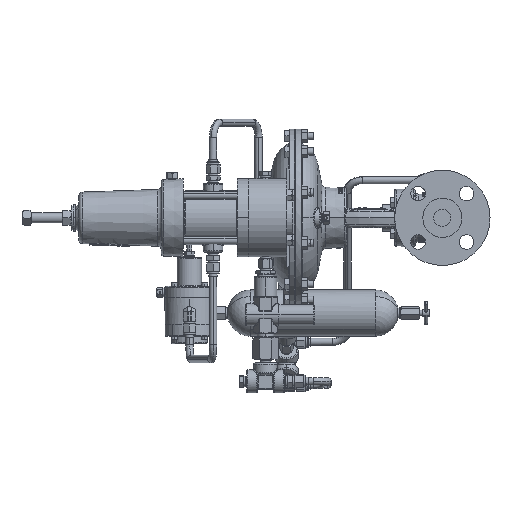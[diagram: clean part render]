
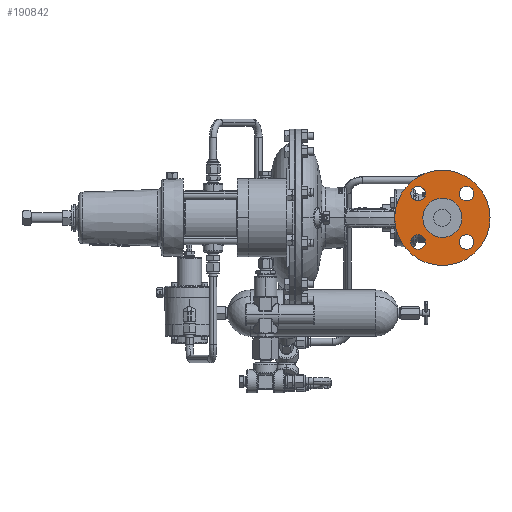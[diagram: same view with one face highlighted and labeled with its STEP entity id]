
A CAD part, left-side view. The second image highlights one B-rep face of the part: STEP entity #190842.
In plain terms, the highlighted planar face has unit normal (-1, 0, 0).
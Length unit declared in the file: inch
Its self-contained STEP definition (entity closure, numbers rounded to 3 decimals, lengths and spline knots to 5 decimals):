
#551 = ORIENTED_EDGE ( 'NONE', *, *, #90980, .F. ) ;
#2901 = ORIENTED_EDGE ( 'NONE', *, *, #8721, .F. ) ;
#7342 = ORIENTED_EDGE ( 'NONE', *, *, #71718, .F. ) ;
#8409 = EDGE_CURVE ( 'NONE', #40656, #172492, #83404, .T. ) ;
#8721 = EDGE_CURVE ( 'NONE', #213782, #142639, #143229, .T. ) ;
#9299 = ORIENTED_EDGE ( 'NONE', *, *, #15341, .F. ) ;
#9940 = EDGE_LOOP ( 'NONE', ( #7342, #186409 ) ) ;
#11163 = AXIS2_PLACEMENT_3D ( 'NONE', #207864, #225405, #141628 ) ;
#12728 = DIRECTION ( 'NONE',  ( -1., 0., 0. ) ) ;
#14946 = DIRECTION ( 'NONE',  ( 0., 0., 1. ) ) ;
#15341 = EDGE_CURVE ( 'NONE', #142639, #213782, #131288, .T. ) ;
#17811 = AXIS2_PLACEMENT_3D ( 'NONE', #125260, #21052, #142798 ) ;
#18451 = CIRCLE ( 'NONE', #39073, 2.4375 ) ;
#21052 = DIRECTION ( 'NONE',  ( -1., 0., 0. ) ) ;
#24058 = CARTESIAN_POINT ( 'NONE',  ( -3.875, -0.952, 0. ) ) ;
#27205 = AXIS2_PLACEMENT_3D ( 'NONE', #86103, #207841, #103574 ) ;
#30527 = FACE_BOUND ( 'NONE', #144686, .T. ) ;
#31766 = CARTESIAN_POINT ( 'NONE',  ( -3.875, 0.28544, 1.61244 ) ) ;
#33845 = DIRECTION ( 'NONE',  ( -1., 0., 0. ) ) ;
#36229 = CARTESIAN_POINT ( 'NONE',  ( -3.875, -0.952, -2.4375 ) ) ;
#36974 = AXIS2_PLACEMENT_3D ( 'NONE', #24058, #223099, #51021 ) ;
#39073 = AXIS2_PLACEMENT_3D ( 'NONE', #194377, #90191, #211948 ) ;
#39320 = VERTEX_POINT ( 'NONE', #64539 ) ;
#40656 = VERTEX_POINT ( 'NONE', #69497 ) ;
#43487 = VERTEX_POINT ( 'NONE', #122378 ) ;
#47615 = ORIENTED_EDGE ( 'NONE', *, *, #106145, .F. ) ;
#51021 = DIRECTION ( 'NONE',  ( 0., 0., 1. ) ) ;
#52348 = CARTESIAN_POINT ( 'NONE',  ( -3.875, -0.952, 0. ) ) ;
#53677 = ORIENTED_EDGE ( 'NONE', *, *, #215316, .T. ) ;
#54612 = DIRECTION ( 'NONE',  ( -1., 0., 0. ) ) ;
#60560 = ORIENTED_EDGE ( 'NONE', *, *, #64679, .F. ) ;
#60946 = PLANE ( 'NONE',  #137652 ) ;
#62274 = CIRCLE ( 'NONE', #165566, 0.375 ) ;
#64539 = CARTESIAN_POINT ( 'NONE',  ( -3.875, 0.28544, -1.61244 ) ) ;
#64679 = EDGE_CURVE ( 'NONE', #92522, #156758, #65675, .T. ) ;
#65675 = CIRCLE ( 'NONE', #11163, 0.375 ) ;
#68342 = CARTESIAN_POINT ( 'NONE',  ( -3.875, -0.952, 0. ) ) ;
#69455 = CARTESIAN_POINT ( 'NONE',  ( -3.875, -0.952, -1. ) ) ;
#69497 = CARTESIAN_POINT ( 'NONE',  ( -3.875, 0.28544, 0.86244 ) ) ;
#69865 = DIRECTION ( 'NONE',  ( 0., 0., 1. ) ) ;
#71718 = EDGE_CURVE ( 'NONE', #172492, #40656, #170349, .T. ) ;
#72252 = ORIENTED_EDGE ( 'NONE', *, *, #114340, .F. ) ;
#76798 = FACE_BOUND ( 'NONE', #9940, .T. ) ;
#77446 = AXIS2_PLACEMENT_3D ( 'NONE', #94362, #33845, #103076 ) ;
#78469 = DIRECTION ( 'NONE',  ( 0., 0., -1. ) ) ;
#81959 = CARTESIAN_POINT ( 'NONE',  ( -3.875, 0.28544, 1.23744 ) ) ;
#82259 = FACE_BOUND ( 'NONE', #156058, .T. ) ;
#83404 = CIRCLE ( 'NONE', #157916, 0.375 ) ;
#85884 = DIRECTION ( 'NONE',  ( 0., 0., 1. ) ) ;
#86103 = CARTESIAN_POINT ( 'NONE',  ( -3.875, -2.18944, 1.23744 ) ) ;
#89709 = CIRCLE ( 'NONE', #141061, 0.375 ) ;
#89786 = EDGE_LOOP ( 'NONE', ( #53677, #130270 ) ) ;
#90191 = DIRECTION ( 'NONE',  ( -1., 0., 0. ) ) ;
#90980 = EDGE_CURVE ( 'NONE', #133695, #43487, #167446, .T. ) ;
#92522 = VERTEX_POINT ( 'NONE', #108499 ) ;
#94362 = CARTESIAN_POINT ( 'NONE',  ( -3.875, 0.28544, 1.23744 ) ) ;
#98420 = AXIS2_PLACEMENT_3D ( 'NONE', #68342, #190046, #85884 ) ;
#98951 = VERTEX_POINT ( 'NONE', #36229 ) ;
#99816 = CARTESIAN_POINT ( 'NONE',  ( -3.875, 0.28544, -1.23744 ) ) ;
#100844 = CIRCLE ( 'NONE', #17811, 0.375 ) ;
#103076 = DIRECTION ( 'NONE',  ( 0., 0., 1. ) ) ;
#103574 = DIRECTION ( 'NONE',  ( 0., 0., 1. ) ) ;
#106145 = EDGE_CURVE ( 'NONE', #147929, #39320, #205542, .T. ) ;
#108499 = CARTESIAN_POINT ( 'NONE',  ( -3.875, -2.18944, -1.61244 ) ) ;
#110779 = CARTESIAN_POINT ( 'NONE',  ( -3.875, -0.952, 2.4375 ) ) ;
#111196 = ORIENTED_EDGE ( 'NONE', *, *, #205624, .F. ) ;
#112597 = CARTESIAN_POINT ( 'NONE',  ( -3.875, -2.18944, 1.61244 ) ) ;
#114340 = EDGE_CURVE ( 'NONE', #156758, #92522, #100844, .T. ) ;
#114551 = CARTESIAN_POINT ( 'NONE',  ( -3.875, -2.18944, -0.86244 ) ) ;
#117269 = DIRECTION ( 'NONE',  ( 0., 0., 1. ) ) ;
#117954 = EDGE_CURVE ( 'NONE', #39320, #147929, #62274, .T. ) ;
#119174 = DIRECTION ( 'NONE',  ( -1., 0., 0. ) ) ;
#122378 = CARTESIAN_POINT ( 'NONE',  ( -3.875, -2.18944, 0.86244 ) ) ;
#123016 = FACE_BOUND ( 'NONE', #196416, .T. ) ;
#125260 = CARTESIAN_POINT ( 'NONE',  ( -3.875, -2.18944, -1.23744 ) ) ;
#130270 = ORIENTED_EDGE ( 'NONE', *, *, #148252, .T. ) ;
#131288 = CIRCLE ( 'NONE', #218802, 1. ) ;
#133695 = VERTEX_POINT ( 'NONE', #112597 ) ;
#137652 = AXIS2_PLACEMENT_3D ( 'NONE', #147707, #146954, #78469 ) ;
#141061 = AXIS2_PLACEMENT_3D ( 'NONE', #223495, #119174, #14946 ) ;
#141628 = DIRECTION ( 'NONE',  ( 0., 0., 1. ) ) ;
#142639 = VERTEX_POINT ( 'NONE', #192032 ) ;
#142798 = DIRECTION ( 'NONE',  ( 0., 0., 1. ) ) ;
#143229 = CIRCLE ( 'NONE', #36974, 1. ) ;
#144686 = EDGE_LOOP ( 'NONE', ( #72252, #60560 ) ) ;
#146954 = DIRECTION ( 'NONE',  ( -1., 0., 0. ) ) ;
#147707 = CARTESIAN_POINT ( 'NONE',  ( -3.875, 1.4855, 0. ) ) ;
#147929 = VERTEX_POINT ( 'NONE', #221022 ) ;
#148252 = EDGE_CURVE ( 'NONE', #98951, #178957, #18451, .T. ) ;
#156058 = EDGE_LOOP ( 'NONE', ( #47615, #206683 ) ) ;
#156758 = VERTEX_POINT ( 'NONE', #114551 ) ;
#157916 = AXIS2_PLACEMENT_3D ( 'NONE', #81959, #12728, #221998 ) ;
#158855 = CARTESIAN_POINT ( 'NONE',  ( -3.875, 0.28544, -1.23744 ) ) ;
#159389 = CIRCLE ( 'NONE', #98420, 2.4375 ) ;
#165566 = AXIS2_PLACEMENT_3D ( 'NONE', #158855, #54612, #176341 ) ;
#167446 = CIRCLE ( 'NONE', #27205, 0.375 ) ;
#169412 = FACE_BOUND ( 'NONE', #217406, .T. ) ;
#170349 = CIRCLE ( 'NONE', #77446, 0.375 ) ;
#172492 = VERTEX_POINT ( 'NONE', #31766 ) ;
#174110 = DIRECTION ( 'NONE',  ( -1., 0., 0. ) ) ;
#176341 = DIRECTION ( 'NONE',  ( 0., 0., 1. ) ) ;
#178957 = VERTEX_POINT ( 'NONE', #110779 ) ;
#186409 = ORIENTED_EDGE ( 'NONE', *, *, #8409, .F. ) ;
#190046 = DIRECTION ( 'NONE',  ( -1., 0., 0. ) ) ;
#190842 = ADVANCED_FACE ( 'NONE', ( #76798, #82259, #30527, #123016, #169412, #221185 ), #60946, .T. ) ;
#192032 = CARTESIAN_POINT ( 'NONE',  ( -3.875, -0.952, 1. ) ) ;
#194377 = CARTESIAN_POINT ( 'NONE',  ( -3.875, -0.952, 0. ) ) ;
#196416 = EDGE_LOOP ( 'NONE', ( #551, #111196 ) ) ;
#205542 = CIRCLE ( 'NONE', #218306, 0.375 ) ;
#205624 = EDGE_CURVE ( 'NONE', #43487, #133695, #89709, .T. ) ;
#206683 = ORIENTED_EDGE ( 'NONE', *, *, #117954, .F. ) ;
#207841 = DIRECTION ( 'NONE',  ( -1., 0., 0. ) ) ;
#207864 = CARTESIAN_POINT ( 'NONE',  ( -3.875, -2.18944, -1.23744 ) ) ;
#211948 = DIRECTION ( 'NONE',  ( 0., 0., 1. ) ) ;
#213782 = VERTEX_POINT ( 'NONE', #69455 ) ;
#215316 = EDGE_CURVE ( 'NONE', #178957, #98951, #159389, .T. ) ;
#217406 = EDGE_LOOP ( 'NONE', ( #9299, #2901 ) ) ;
#218306 = AXIS2_PLACEMENT_3D ( 'NONE', #99816, #221603, #117269 ) ;
#218802 = AXIS2_PLACEMENT_3D ( 'NONE', #52348, #174110, #69865 ) ;
#221022 = CARTESIAN_POINT ( 'NONE',  ( -3.875, 0.28544, -0.86244 ) ) ;
#221185 = FACE_OUTER_BOUND ( 'NONE', #89786, .T. ) ;
#221603 = DIRECTION ( 'NONE',  ( -1., 0., 0. ) ) ;
#221998 = DIRECTION ( 'NONE',  ( 0., 0., 1. ) ) ;
#223099 = DIRECTION ( 'NONE',  ( -1., 0., 0. ) ) ;
#223495 = CARTESIAN_POINT ( 'NONE',  ( -3.875, -2.18944, 1.23744 ) ) ;
#225405 = DIRECTION ( 'NONE',  ( -1., 0., 0. ) ) ;
